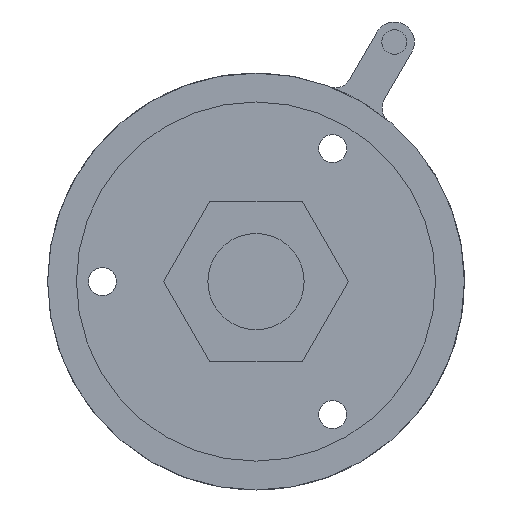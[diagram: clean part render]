
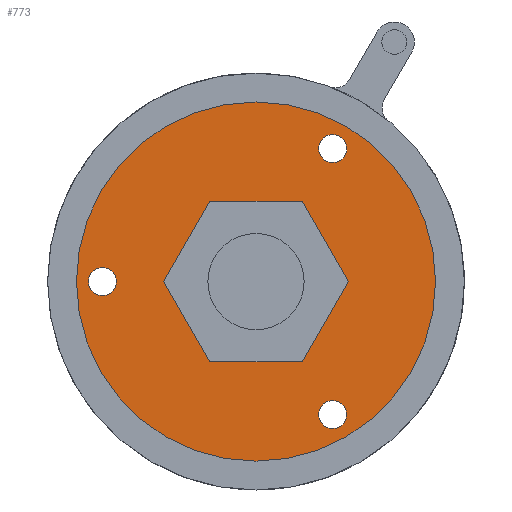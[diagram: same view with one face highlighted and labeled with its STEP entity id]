
A CAD part, front view. The second image highlights one B-rep face of the part: STEP entity #773.
In plain terms, the highlighted planar face has unit normal (0, -1, 0).
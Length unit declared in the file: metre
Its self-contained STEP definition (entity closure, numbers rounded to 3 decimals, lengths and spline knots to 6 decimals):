
#26=LINE('',#1129,#108);
#29=LINE('',#1135,#111);
#31=LINE('',#1139,#113);
#33=LINE('',#1143,#115);
#35=LINE('',#1147,#117);
#37=LINE('',#1151,#119);
#108=VECTOR('',#909,1.);
#111=VECTOR('',#914,1.);
#113=VECTOR('',#918,1.);
#115=VECTOR('',#922,1.);
#117=VECTOR('',#926,1.);
#119=VECTOR('',#930,1.);
#191=PLANE('',#834);
#253=ORIENTED_EDGE('',*,*,#443,.T.);
#254=ORIENTED_EDGE('',*,*,#445,.T.);
#255=ORIENTED_EDGE('',*,*,#434,.T.);
#256=ORIENTED_EDGE('',*,*,#437,.T.);
#257=ORIENTED_EDGE('',*,*,#439,.T.);
#258=ORIENTED_EDGE('',*,*,#441,.T.);
#259=ORIENTED_EDGE('',*,*,#446,.T.);
#260=ORIENTED_EDGE('',*,*,#447,.T.);
#261=ORIENTED_EDGE('',*,*,#448,.T.);
#262=ORIENTED_EDGE('',*,*,#449,.T.);
#434=EDGE_CURVE('',#537,#538,#26,.T.);
#437=EDGE_CURVE('',#538,#539,#29,.T.);
#439=EDGE_CURVE('',#539,#540,#31,.T.);
#441=EDGE_CURVE('',#540,#541,#33,.T.);
#443=EDGE_CURVE('',#541,#542,#35,.T.);
#445=EDGE_CURVE('',#542,#537,#37,.T.);
#446=EDGE_CURVE('',#543,#543,#604,.T.);
#447=EDGE_CURVE('',#544,#544,#605,.T.);
#448=EDGE_CURVE('',#545,#545,#606,.T.);
#449=EDGE_CURVE('',#546,#546,#607,.T.);
#537=VERTEX_POINT('',#1130);
#538=VERTEX_POINT('',#1131);
#539=VERTEX_POINT('',#1136);
#540=VERTEX_POINT('',#1140);
#541=VERTEX_POINT('',#1144);
#542=VERTEX_POINT('',#1148);
#543=VERTEX_POINT('',#1154);
#544=VERTEX_POINT('',#1156);
#545=VERTEX_POINT('',#1158);
#546=VERTEX_POINT('',#1160);
#604=CIRCLE('',#835,0.00175);
#605=CIRCLE('',#836,0.00175);
#606=CIRCLE('',#837,0.00175);
#607=CIRCLE('',#838,0.0224);
#633=EDGE_LOOP('',(#253,#254,#255,#256,#257,#258));
#634=EDGE_LOOP('',(#259));
#635=EDGE_LOOP('',(#260));
#636=EDGE_LOOP('',(#261));
#637=EDGE_LOOP('',(#262));
#699=FACE_BOUND('',#633,.T.);
#700=FACE_BOUND('',#634,.T.);
#701=FACE_BOUND('',#635,.T.);
#702=FACE_BOUND('',#636,.T.);
#703=FACE_BOUND('',#637,.T.);
#773=ADVANCED_FACE('',(#699,#700,#701,#702,#703),#191,.T.);
#834=AXIS2_PLACEMENT_3D('',#1152,#931,#932);
#835=AXIS2_PLACEMENT_3D('',#1153,#933,#934);
#836=AXIS2_PLACEMENT_3D('',#1155,#935,#936);
#837=AXIS2_PLACEMENT_3D('',#1157,#937,#938);
#838=AXIS2_PLACEMENT_3D('',#1159,#939,#940);
#909=DIRECTION('',(-0.5,0.,0.866));
#914=DIRECTION('',(0.5,0.,0.866));
#918=DIRECTION('',(1.,0.,0.));
#922=DIRECTION('',(0.5,0.,-0.866));
#926=DIRECTION('',(-0.5,0.,-0.866));
#930=DIRECTION('',(-1.,0.,0.));
#931=DIRECTION('',(0.,-1.,0.));
#932=DIRECTION('',(1.,0.,0.));
#933=DIRECTION('',(0.,1.,0.));
#934=DIRECTION('',(-1.,0.,0.));
#935=DIRECTION('',(0.,1.,0.));
#936=DIRECTION('',(-1.,0.,0.));
#937=DIRECTION('',(0.,1.,0.));
#938=DIRECTION('',(-1.,0.,0.));
#939=DIRECTION('',(0.,-1.,0.));
#940=DIRECTION('',(1.,0.,0.));
#1129=CARTESIAN_POINT('',(-0.007217,-0.007,-0.0075));
#1130=CARTESIAN_POINT('',(-0.005774,-0.007,-0.01));
#1131=CARTESIAN_POINT('',(-0.011547,-0.007,0.));
#1135=CARTESIAN_POINT('',(-0.010104,-0.007,0.0025));
#1136=CARTESIAN_POINT('',(-0.005774,-0.007,0.01));
#1139=CARTESIAN_POINT('',(-0.002887,-0.007,0.01));
#1140=CARTESIAN_POINT('',(0.005774,-0.007,0.01));
#1143=CARTESIAN_POINT('',(0.007217,-0.007,0.0075));
#1144=CARTESIAN_POINT('',(0.011547,-0.007,0.));
#1147=CARTESIAN_POINT('',(0.010104,-0.007,-0.0025));
#1148=CARTESIAN_POINT('',(0.005774,-0.007,-0.01));
#1151=CARTESIAN_POINT('',(0.002887,-0.007,-0.01));
#1152=CARTESIAN_POINT('',(0.,-0.007,0.));
#1153=CARTESIAN_POINT('',(0.009578,-0.007,-0.016589));
#1154=CARTESIAN_POINT('',(0.007828,-0.007,-0.016589));
#1155=CARTESIAN_POINT('',(-0.019155,-0.007,0.));
#1156=CARTESIAN_POINT('',(-0.020905,-0.007,0.));
#1157=CARTESIAN_POINT('',(0.009578,-0.007,0.016589));
#1158=CARTESIAN_POINT('',(0.007828,-0.007,0.016589));
#1159=CARTESIAN_POINT('',(0.,-0.007,0.));
#1160=CARTESIAN_POINT('',(0.0224,-0.007,0.));
